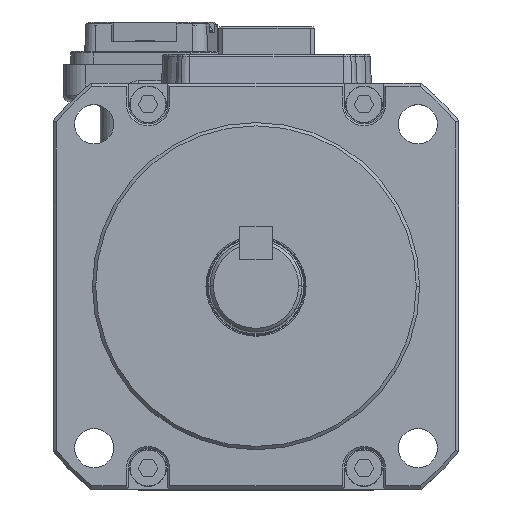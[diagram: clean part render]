
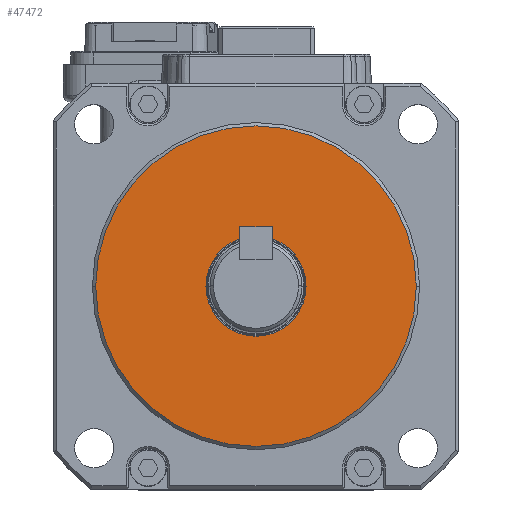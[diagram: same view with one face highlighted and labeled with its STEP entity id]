
A CAD part, top view. The second image highlights one B-rep face of the part: STEP entity #47472.
In plain terms, the highlighted planar face has unit normal (0, 0, 1).
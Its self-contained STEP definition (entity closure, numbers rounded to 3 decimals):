
#1014 = CARTESIAN_POINT ( 'NONE',  ( -7.65, 0., 35. ) ) ;
#1068 = CARTESIAN_POINT ( 'NONE',  ( -24.5, 0., 35. ) ) ;
#1079 = CARTESIAN_POINT ( 'NONE',  ( 24.5, 0., 35. ) ) ;
#1082 = CARTESIAN_POINT ( 'NONE',  ( 7.65, 0., 35. ) ) ;
#12705 = ORIENTED_EDGE ( 'NONE', *, *, #25539, .T. ) ;
#12741 = ORIENTED_EDGE ( 'NONE', *, *, #26649, .F. ) ;
#12744 = ORIENTED_EDGE ( 'NONE', *, *, #25728, .F. ) ;
#12763 = ORIENTED_EDGE ( 'NONE', *, *, #26691, .T. ) ;
#25539 = EDGE_CURVE ( 'NONE', #50518, #50489, #36963, .T. ) ;
#25728 = EDGE_CURVE ( 'NONE', #50496, #50460, #37290, .T. ) ;
#26649 = EDGE_CURVE ( 'NONE', #50460, #50496, #35383, .T. ) ;
#26691 = EDGE_CURVE ( 'NONE', #50489, #50518, #35442, .T. ) ;
#35360 = AXIS2_PLACEMENT_3D ( 'NONE', #51552, #51563, #51525 ) ;
#35383 = CIRCLE ( 'NONE', #35360, 7.65 ) ;
#35442 = CIRCLE ( 'NONE', #35453, 24.5 ) ;
#35453 = AXIS2_PLACEMENT_3D ( 'NONE', #51674, #51680, #51679 ) ;
#36618 = EDGE_LOOP ( 'NONE', ( #12741, #12744 ) ) ;
#36670 = EDGE_LOOP ( 'NONE', ( #12705, #12763 ) ) ;
#36895 = AXIS2_PLACEMENT_3D ( 'NONE', #50820, #50794, #50804 ) ;
#36963 = CIRCLE ( 'NONE', #36895, 24.5 ) ;
#37290 = CIRCLE ( 'NONE', #37319, 7.65 ) ;
#37319 = AXIS2_PLACEMENT_3D ( 'NONE', #51133, #51154, #51145 ) ;
#47472 = ADVANCED_FACE ( 'NONE', ( #47995, #48007 ), #48030, .T. ) ;
#47995 = FACE_OUTER_BOUND ( 'NONE', #36670, .T. ) ;
#48007 = FACE_BOUND ( 'NONE', #36618, .T. ) ;
#48027 = CARTESIAN_POINT ( 'NONE',  ( 0., 0., 35. ) ) ;
#48028 = DIRECTION ( 'NONE',  ( 0., 0., 1. ) ) ;
#48030 = PLANE ( 'NONE',  #81919 ) ;
#48031 = DIRECTION ( 'NONE',  ( 1., 0., 0. ) ) ;
#50460 = VERTEX_POINT ( 'NONE', #1014 ) ;
#50489 = VERTEX_POINT ( 'NONE', #1079 ) ;
#50496 = VERTEX_POINT ( 'NONE', #1082 ) ;
#50518 = VERTEX_POINT ( 'NONE', #1068 ) ;
#50794 = DIRECTION ( 'NONE',  ( 0., 0., 1. ) ) ;
#50804 = DIRECTION ( 'NONE',  ( 1., 0., 0. ) ) ;
#50820 = CARTESIAN_POINT ( 'NONE',  ( 0., 0., 35. ) ) ;
#51133 = CARTESIAN_POINT ( 'NONE',  ( 0., 0., 35. ) ) ;
#51145 = DIRECTION ( 'NONE',  ( 1., 0., 0. ) ) ;
#51154 = DIRECTION ( 'NONE',  ( 0., 0., 1. ) ) ;
#51525 = DIRECTION ( 'NONE',  ( 1., 0., 0. ) ) ;
#51552 = CARTESIAN_POINT ( 'NONE',  ( 0., 0., 35. ) ) ;
#51563 = DIRECTION ( 'NONE',  ( 0., 0., 1. ) ) ;
#51674 = CARTESIAN_POINT ( 'NONE',  ( 0., 0., 35. ) ) ;
#51679 = DIRECTION ( 'NONE',  ( 1., 0., 0. ) ) ;
#51680 = DIRECTION ( 'NONE',  ( 0., 0., 1. ) ) ;
#81919 = AXIS2_PLACEMENT_3D ( 'NONE', #48027, #48028, #48031 ) ;
